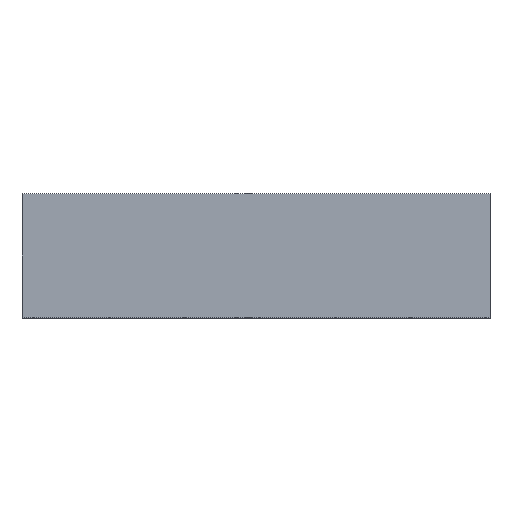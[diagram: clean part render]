
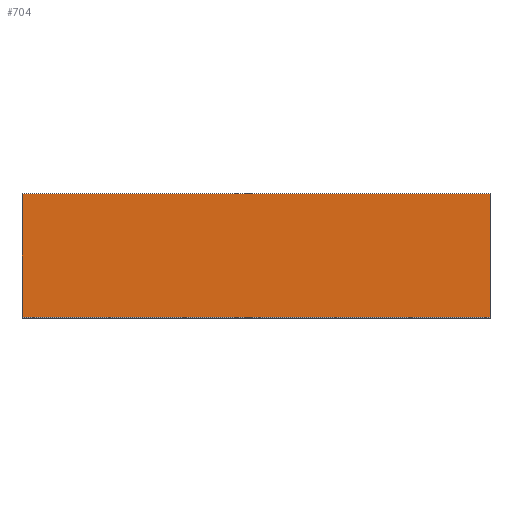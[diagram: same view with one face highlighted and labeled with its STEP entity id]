
A CAD part, top view. The second image highlights one B-rep face of the part: STEP entity #704.
In plain terms, the highlighted planar face has unit normal (0, 0, 1).
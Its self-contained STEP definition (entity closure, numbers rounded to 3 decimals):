
#22 = ORIENTED_EDGE ( 'NONE', *, *, #1129, .T. ) ;
#49 = EDGE_CURVE ( 'NONE', #1624, #411, #717, .T. ) ;
#61 = ORIENTED_EDGE ( 'NONE', *, *, #1373, .F. ) ;
#71 = DIRECTION ( 'NONE',  ( 0., -1., 0. ) ) ;
#142 = FACE_OUTER_BOUND ( 'NONE', #498, .T. ) ;
#351 = LINE ( 'NONE', #1647, #693 ) ;
#369 = CARTESIAN_POINT ( 'NONE',  ( -3000., 6., 75. ) ) ;
#411 = VERTEX_POINT ( 'NONE', #369 ) ;
#498 = EDGE_LOOP ( 'NONE', ( #61, #1177, #943, #22 ) ) ;
#594 = LINE ( 'NONE', #1268, #745 ) ;
#662 = CARTESIAN_POINT ( 'NONE',  ( -3000., 800., 75. ) ) ;
#681 = VERTEX_POINT ( 'NONE', #1041 ) ;
#682 = DIRECTION ( 'NONE',  ( 0., -1., 0. ) ) ;
#693 = VECTOR ( 'NONE', #721, 1000. ) ;
#704 = ADVANCED_FACE ( 'NONE', ( #142 ), #1005, .T. ) ;
#717 = LINE ( 'NONE', #1073, #1284 ) ;
#721 = DIRECTION ( 'NONE',  ( 1., 0., 0. ) ) ;
#745 = VECTOR ( 'NONE', #886, 1000. ) ;
#765 = DIRECTION ( 'NONE',  ( 0., -1., 0. ) ) ;
#800 = AXIS2_PLACEMENT_3D ( 'NONE', #1559, #1147, #765 ) ;
#886 = DIRECTION ( 'NONE',  ( 1., 0., 0. ) ) ;
#943 = ORIENTED_EDGE ( 'NONE', *, *, #49, .T. ) ;
#944 = CARTESIAN_POINT ( 'NONE',  ( 0., 800., 75. ) ) ;
#1005 = PLANE ( 'NONE',  #800 ) ;
#1031 = VERTEX_POINT ( 'NONE', #1467 ) ;
#1041 = CARTESIAN_POINT ( 'NONE',  ( 0., 6., 75. ) ) ;
#1073 = CARTESIAN_POINT ( 'NONE',  ( -3000., 800., 75. ) ) ;
#1122 = EDGE_CURVE ( 'NONE', #1624, #1031, #351, .T. ) ;
#1129 = EDGE_CURVE ( 'NONE', #411, #681, #594, .T. ) ;
#1147 = DIRECTION ( 'NONE',  ( 0., 0., 1. ) ) ;
#1177 = ORIENTED_EDGE ( 'NONE', *, *, #1122, .F. ) ;
#1259 = VECTOR ( 'NONE', #682, 1000. ) ;
#1268 = CARTESIAN_POINT ( 'NONE',  ( -3000., 6., 75. ) ) ;
#1284 = VECTOR ( 'NONE', #71, 1000. ) ;
#1339 = LINE ( 'NONE', #944, #1259 ) ;
#1373 = EDGE_CURVE ( 'NONE', #1031, #681, #1339, .T. ) ;
#1467 = CARTESIAN_POINT ( 'NONE',  ( 0., 800., 75. ) ) ;
#1559 = CARTESIAN_POINT ( 'NONE',  ( -3000., 800., 75. ) ) ;
#1624 = VERTEX_POINT ( 'NONE', #662 ) ;
#1647 = CARTESIAN_POINT ( 'NONE',  ( -3000., 800., 75. ) ) ;
